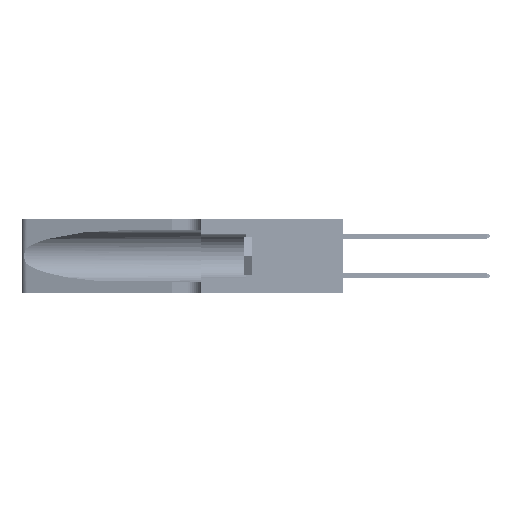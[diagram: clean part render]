
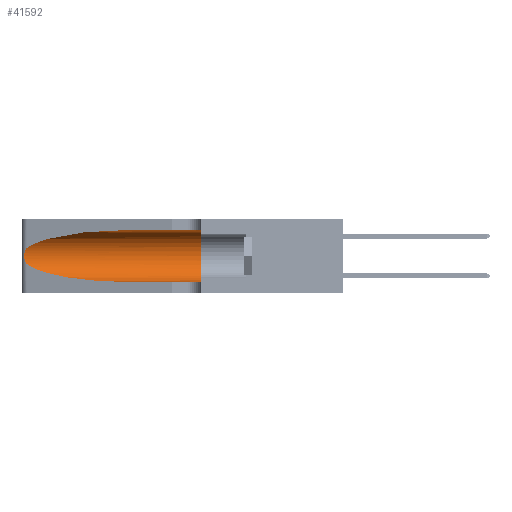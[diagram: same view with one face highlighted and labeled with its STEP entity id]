
A CAD part, left-side view. The second image highlights one B-rep face of the part: STEP entity #41592.
In plain terms, the highlighted cylindrical face has radius 3.308 mm (diameter 6.617 mm), a partial arc.
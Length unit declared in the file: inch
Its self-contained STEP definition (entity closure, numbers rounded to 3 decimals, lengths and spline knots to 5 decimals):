
#444 = EDGE_CURVE ( 'NONE', #37638, #5423, #12534, .T. ) ;
#2430 = CARTESIAN_POINT ( 'NONE',  ( 0.26075, 1.23896, 0.19203 ) ) ;
#2800 = CARTESIAN_POINT ( 'NONE',  ( 0.25856, 1.23593, 0.16098 ) ) ;
#4368 = CARTESIAN_POINT ( 'NONE',  ( 0.25487, 1.22718, 0.14631 ) ) ;
#4375 = DIRECTION ( 'NONE',  ( 0., -1., 0. ) ) ;
#4751 = CARTESIAN_POINT ( 'NONE',  ( 0.1305, 1.61858, 0.185 ) ) ;
#5423 = VERTEX_POINT ( 'NONE', #9464 ) ;
#6084 = CARTESIAN_POINT ( 'NONE',  ( 0.18966, 0.96281, 0.31525 ) ) ;
#6149 = CYLINDRICAL_SURFACE ( 'NONE', #24012, 0.13025 ) ;
#7356 = EDGE_CURVE ( 'NONE', #5423, #9705, #29304, .T. ) ;
#8587 = DIRECTION ( 'NONE',  ( 0., 0., -1. ) ) ;
#8794 = ORIENTED_EDGE ( 'NONE', *, *, #50606, .T. ) ;
#9464 = CARTESIAN_POINT ( 'NONE',  ( 0.1305, 0.35, 0.31525 ) ) ;
#9705 = VERTEX_POINT ( 'NONE', #21146 ) ;
#10791 = CARTESIAN_POINT ( 'NONE',  ( 0.1305, 0.72297, 0.05475 ) ) ;
#11210 = CARTESIAN_POINT ( 'NONE',  ( 0.25639, 1.23186, 0.15144 ) ) ;
#11721 = ORIENTED_EDGE ( 'NONE', *, *, #14166, .T. ) ;
#12534 = LINE ( 'NONE', #39712, #46506 ) ;
#14020 = EDGE_CURVE ( 'NONE', #34754, #9705, #37617, .T. ) ;
#14166 = EDGE_CURVE ( 'NONE', #15245, #26960, #53800, .T. ) ;
#15245 = VERTEX_POINT ( 'NONE', #35046 ) ;
#15855 = ORIENTED_EDGE ( 'NONE', *, *, #444, .F. ) ;
#16626 =( BOUNDED_CURVE ( )  B_SPLINE_CURVE ( 3, ( #41503, #41140, #33848, #21755 ),
 .UNSPECIFIED., .F., .T. ) 
 B_SPLINE_CURVE_WITH_KNOTS ( ( 4, 4 ),
 ( 3.44316, 4.71239 ),
 .UNSPECIFIED. ) 
 CURVE ( )  GEOMETRIC_REPRESENTATION_ITEM ( )  RATIONAL_B_SPLINE_CURVE ( ( 1., 0.87, 0.87, 1. ) ) 
 REPRESENTATION_ITEM ( '' )  );
#19204 = CARTESIAN_POINT ( 'NONE',  ( 0.25487, 1.22718, 0.22369 ) ) ;
#21146 = CARTESIAN_POINT ( 'NONE',  ( 0.1305, 0.35, 0.05475 ) ) ;
#21755 = CARTESIAN_POINT ( 'NONE',  ( 0.1305, 0.72297, 0.05475 ) ) ;
#24012 = AXIS2_PLACEMENT_3D ( 'NONE', #4751, #4375, #8587 ) ;
#24957 = EDGE_CURVE ( 'NONE', #26960, #34754, #16626, .T. ) ;
#26960 = VERTEX_POINT ( 'NONE', #4368 ) ;
#27112 = CARTESIAN_POINT ( 'NONE',  ( 0.26018, 1.23835, 0.19895 ) ) ;
#27650 = CARTESIAN_POINT ( 'NONE',  ( 0.25639, 1.23184, 0.21858 ) ) ;
#27707 = ORIENTED_EDGE ( 'NONE', *, *, #7356, .F. ) ;
#29304 = CIRCLE ( 'NONE', #51350, 0.13025 ) ;
#30340 = DIRECTION ( 'NONE',  ( 0., 1., 0. ) ) ;
#32041 = CARTESIAN_POINT ( 'NONE',  ( 0.25789, 1.23486, 0.15765 ) ) ;
#33848 = CARTESIAN_POINT ( 'NONE',  ( 0.18966, 0.96281, 0.05475 ) ) ;
#34176 = DIRECTION ( 'NONE',  ( 0., 0., 1. ) ) ;
#34754 = VERTEX_POINT ( 'NONE', #10791 ) ;
#35046 = CARTESIAN_POINT ( 'NONE',  ( 0.25487, 1.22718, 0.22369 ) ) ;
#36219 = CARTESIAN_POINT ( 'NONE',  ( 0.26075, 1.23896, 0.178 ) ) ;
#36566 = ORIENTED_EDGE ( 'NONE', *, *, #24957, .T. ) ;
#36896 = EDGE_LOOP ( 'NONE', ( #8794, #11721, #36566, #44307, #27707, #15855 ) ) ;
#37617 = LINE ( 'NONE', #43556, #52656 ) ;
#37638 = VERTEX_POINT ( 'NONE', #44966 ) ;
#37710 =( BOUNDED_CURVE ( )  B_SPLINE_CURVE ( 3, ( #47716, #6084, #52640, #19204 ),
 .UNSPECIFIED., .F., .F. ) 
 B_SPLINE_CURVE_WITH_KNOTS ( ( 4, 4 ),
 ( 1.5708, 2.84003 ),
 .UNSPECIFIED. ) 
 CURVE ( )  GEOMETRIC_REPRESENTATION_ITEM ( )  RATIONAL_B_SPLINE_CURVE ( ( 1., 0.87, 0.87, 1. ) ) 
 REPRESENTATION_ITEM ( '' )  );
#39500 = DIRECTION ( 'NONE',  ( 0., -1., 0. ) ) ;
#39712 = CARTESIAN_POINT ( 'NONE',  ( 0.1305, 1.61858, 0.31525 ) ) ;
#40040 = CARTESIAN_POINT ( 'NONE',  ( 0.25487, 1.22718, 0.22369 ) ) ;
#40416 = CARTESIAN_POINT ( 'NONE',  ( 0.25487, 1.22718, 0.14631 ) ) ;
#41140 = CARTESIAN_POINT ( 'NONE',  ( 0.2373, 1.15595, 0.08982 ) ) ;
#41503 = CARTESIAN_POINT ( 'NONE',  ( 0.25487, 1.22718, 0.14631 ) ) ;
#41592 = ADVANCED_FACE ( 'NONE', ( #43416 ), #6149, .F. ) ;
#42390 = CARTESIAN_POINT ( 'NONE',  ( 0.1305, 0.35, 0.185 ) ) ;
#43416 = FACE_OUTER_BOUND ( 'NONE', #36896, .T. ) ;
#43556 = CARTESIAN_POINT ( 'NONE',  ( 0.1305, 1.61858, 0.05475 ) ) ;
#43930 = CARTESIAN_POINT ( 'NONE',  ( 0.25555, 1.22993, 0.14849 ) ) ;
#44307 = ORIENTED_EDGE ( 'NONE', *, *, #14020, .T. ) ;
#44458 = CARTESIAN_POINT ( 'NONE',  ( 0.25787, 1.23484, 0.2124 ) ) ;
#44966 = CARTESIAN_POINT ( 'NONE',  ( 0.1305, 0.72297, 0.31525 ) ) ;
#46506 = VECTOR ( 'NONE', #52156, 39.37008 ) ;
#47716 = CARTESIAN_POINT ( 'NONE',  ( 0.1305, 0.72297, 0.31525 ) ) ;
#48112 = CARTESIAN_POINT ( 'NONE',  ( 0.25555, 1.22994, 0.2215 ) ) ;
#50606 = EDGE_CURVE ( 'NONE', #37638, #15245, #37710, .T. ) ;
#51350 = AXIS2_PLACEMENT_3D ( 'NONE', #42390, #30340, #34176 ) ;
#52156 = DIRECTION ( 'NONE',  ( 0., -1., 0. ) ) ;
#52489 = CARTESIAN_POINT ( 'NONE',  ( 0.25854, 1.2359, 0.20912 ) ) ;
#52640 = CARTESIAN_POINT ( 'NONE',  ( 0.2373, 1.15595, 0.28018 ) ) ;
#52656 = VECTOR ( 'NONE', #39500, 39.37008 ) ;
#52856 = CARTESIAN_POINT ( 'NONE',  ( 0.26017, 1.23833, 0.17102 ) ) ;
#53800 = B_SPLINE_CURVE_WITH_KNOTS ( 'NONE', 3,
 ( #40040, #48112, #27650, #44458, #52489, #27112, #2430, #36219, #52856, #2800, #32041, #11210, #43930, #40416 ),
 .UNSPECIFIED., .F., .F.,
 ( 4, 2, 2, 2, 2, 2, 4 ),
 ( 0., 0.00027, 0.00053, 0.00107, 0.0016, 0.00187, 0.00214 ),
 .UNSPECIFIED. ) ;
